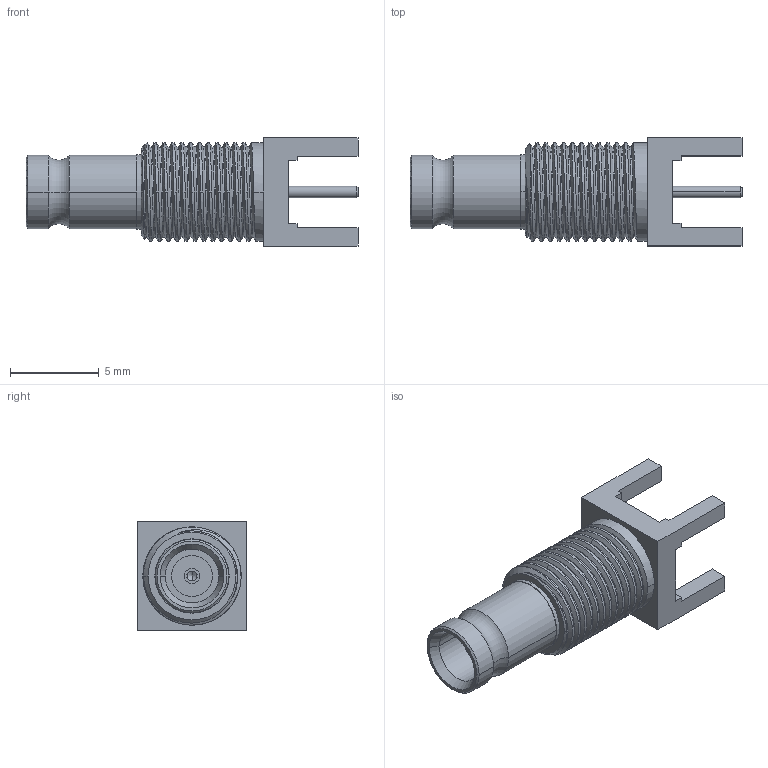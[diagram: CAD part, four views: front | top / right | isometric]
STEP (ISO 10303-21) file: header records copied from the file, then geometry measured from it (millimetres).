
FILE_DESCRIPTION((''),'2;1');
FILE_NAME('1236251P1-005-NX3GT10_SW0001','2018-02-23T',('Kaviyarasan'),(''),'CREO PARAMETRIC BY PTC INC, 2017020','CREO PARAMETRIC BY PTC INC, 2017020','');
FILE_SCHEMA(('CONFIG_CONTROL_DESIGN'));
Length unit declared in the file: inch
Products named in the file (1): 1236251P1-005-NX3GT10_SW0001
Bounding box: 18.75 x 6.1 x 6.1 mm (x, y, z)
Volume: 268.8 mm3; surface area: 511 mm2
Topology: 1 solids, 1 shells, 111 faces, 289 edges, 185 vertices
Faces by surface type: plane 44, cylinder 40, bspline 15, cone 10, torus 2
Entity records: 8092 total; most frequent: CARTESIAN_POINT 5477, ORIENTED_EDGE 574, DIRECTION 463, EDGE_CURVE 287, VERTEX_POINT 185, VECTOR 163, LINE 163, AXIS2_PLACEMENT_3D 150
